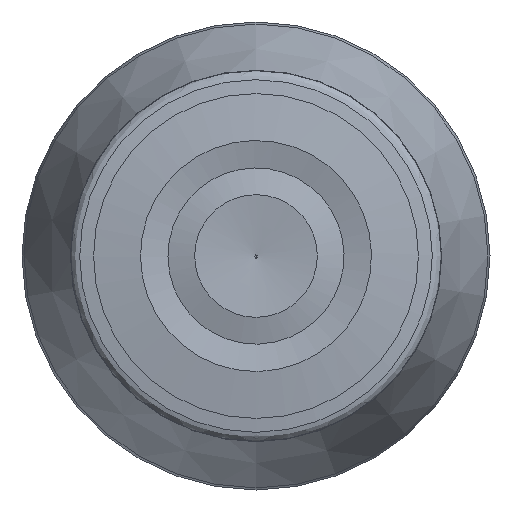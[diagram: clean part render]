
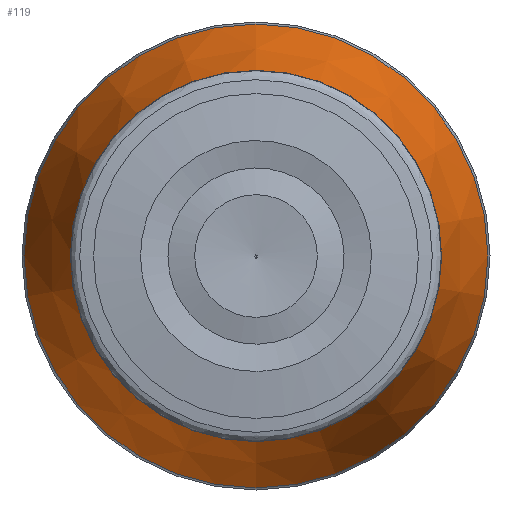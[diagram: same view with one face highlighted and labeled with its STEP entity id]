
A CAD part, left-side view. The second image highlights one B-rep face of the part: STEP entity #119.
In plain terms, the highlighted conical face has half-angle 18.435 degrees and reference radius 16.846 mm.
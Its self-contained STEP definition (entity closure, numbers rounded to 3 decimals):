
#98=CONICAL_SURFACE('',#465,16.846,18.435);
#119=ADVANCED_FACE('',(#174,#175),#98,.T.);
#174=FACE_BOUND('',#235,.T.);
#175=FACE_BOUND('',#236,.T.);
#235=EDGE_LOOP('',(#299));
#236=EDGE_LOOP('',(#300));
#299=ORIENTED_EDGE('',*,*,#381,.T.);
#300=ORIENTED_EDGE('',*,*,#380,.F.);
#348=VERTEX_POINT('',#672);
#349=VERTEX_POINT('',#675);
#380=EDGE_CURVE('',#348,#348,#412,.T.);
#381=EDGE_CURVE('',#349,#349,#413,.T.);
#412=CIRCLE('',#462,16.846);
#413=CIRCLE('',#464,13.257);
#462=AXIS2_PLACEMENT_3D('',#671,#549,#550);
#464=AXIS2_PLACEMENT_3D('',#674,#553,#554);
#465=AXIS2_PLACEMENT_3D('',#676,#555,#556);
#549=DIRECTION('',(1.,0.,0.));
#550=DIRECTION('',(0.,0.,1.));
#553=DIRECTION('',(1.,0.,0.));
#554=DIRECTION('',(0.,0.,1.));
#555=DIRECTION('',(1.,0.,0.));
#556=DIRECTION('',(0.,0.,-1.));
#671=CARTESIAN_POINT('',(151.538,0.,0.));
#672=CARTESIAN_POINT('',(151.538,0.,16.846));
#674=CARTESIAN_POINT('',(140.77,0.,0.));
#675=CARTESIAN_POINT('',(140.77,0.,13.257));
#676=CARTESIAN_POINT('',(151.538,0.,0.));
